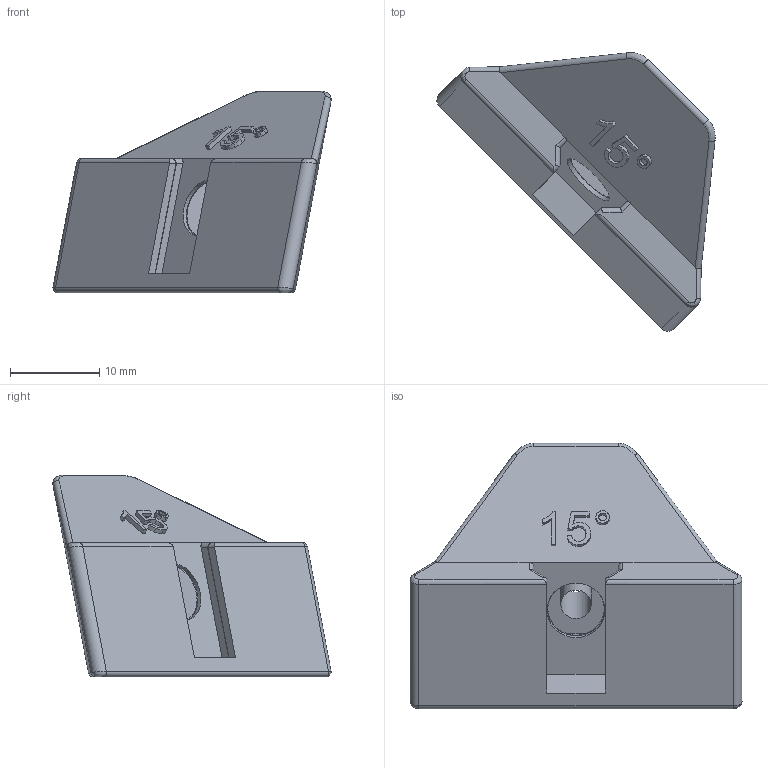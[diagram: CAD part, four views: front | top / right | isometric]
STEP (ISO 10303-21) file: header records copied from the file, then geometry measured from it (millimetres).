
FILE_DESCRIPTION(/* description */ (''),/* implementation_level */ '2;1');
FILE_NAME(/* name */ 'ESPHome Multi-Sensor-Enclosure-Corner-Mount-15.step',/* time_stamp */ '2025-04-11T14:17:12-05:00',/* author */ (''),/* organization */ (''),/* preprocessor_version */ 'ST-DEVELOPER v20.1',/* originating_system */ 'Autodesk Translation Framework v14.4.0.0',/* authorisation */ '');
FILE_SCHEMA (('AUTOMOTIVE_DESIGN { 1 0 10303 214 3 1 1 }'));
Length unit declared in the file: millimetre
Products named in the file (1): ESPHome Multi-Sensor-Enclosure
Bounding box: 31.15 x 31.15 x 22.56 mm (x, y, z)
Volume: 5938.1 mm3; surface area: 2605.6 mm2
Topology: 1 solids, 1 shells, 100 faces, 260 edges, 167 vertices
Faces by surface type: bspline 43, plane 33, cylinder 23, cone 1
Full cylindrical faces by diameter (mm): 3.4 x1, 6.5 x1
Entity records: 3656 total; most frequent: CARTESIAN_POINT 1393, ORIENTED_EDGE 520, DIRECTION 361, EDGE_CURVE 260, VERTEX_POINT 167, LINE 135, VECTOR 135, AXIS2_PLACEMENT_3D 113
